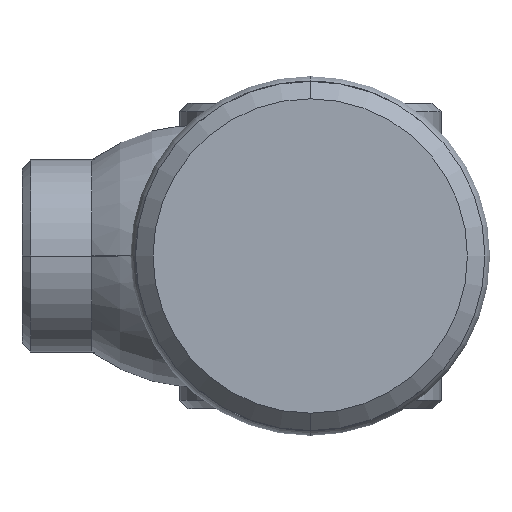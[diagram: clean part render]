
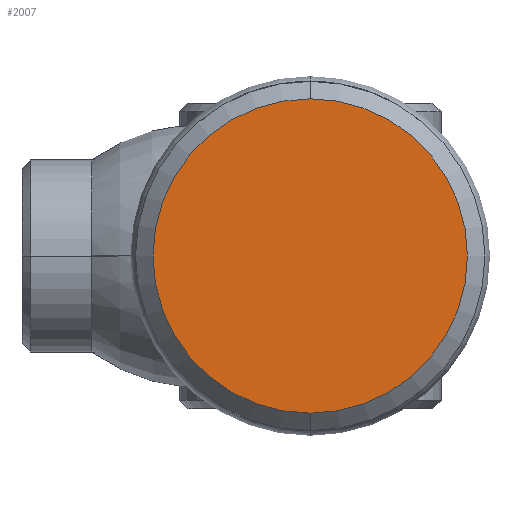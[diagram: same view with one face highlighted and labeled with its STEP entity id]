
A CAD part, left-side view. The second image highlights one B-rep face of the part: STEP entity #2007.
In plain terms, the highlighted planar face has unit normal (-1, 0, 0).
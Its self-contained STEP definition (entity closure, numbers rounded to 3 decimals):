
#175 = ORIENTED_EDGE ( 'NONE', *, *, #1846, .T. ) ;
#331 = DIRECTION ( 'NONE',  ( 0., 0., 1. ) ) ;
#375 = DIRECTION ( 'NONE',  ( 0., 0., -1. ) ) ;
#383 = DIRECTION ( 'NONE',  ( 1., 0., 0. ) ) ;
#425 = CARTESIAN_POINT ( 'NONE',  ( -32., 18., 0. ) ) ;
#431 = PLANE ( 'NONE',  #1143 ) ;
#805 = DIRECTION ( 'NONE',  ( 0., 0., 1. ) ) ;
#1082 = CARTESIAN_POINT ( 'NONE',  ( -32., 0., 0. ) ) ;
#1143 = AXIS2_PLACEMENT_3D ( 'NONE', #425, #383, #375 ) ;
#1270 = AXIS2_PLACEMENT_3D ( 'NONE', #1082, #1804, #805 ) ;
#1295 = AXIS2_PLACEMENT_3D ( 'NONE', #2037, #2883, #331 ) ;
#1347 = CARTESIAN_POINT ( 'NONE',  ( -32., 0., 18. ) ) ;
#1452 = ORIENTED_EDGE ( 'NONE', *, *, #1706, .T. ) ;
#1482 = CARTESIAN_POINT ( 'NONE',  ( -32., 0., -18. ) ) ;
#1706 = EDGE_CURVE ( 'NONE', #3398, #3014, #2396, .T. ) ;
#1804 = DIRECTION ( 'NONE',  ( -1., 0., 0. ) ) ;
#1846 = EDGE_CURVE ( 'NONE', #3014, #3398, #2262, .T. ) ;
#2007 = ADVANCED_FACE ( 'NONE', ( #2070 ), #431, .F. ) ;
#2037 = CARTESIAN_POINT ( 'NONE',  ( -32., 0., 0. ) ) ;
#2070 = FACE_OUTER_BOUND ( 'NONE', #2517, .T. ) ;
#2262 = CIRCLE ( 'NONE', #1270, 18. ) ;
#2396 = CIRCLE ( 'NONE', #1295, 18. ) ;
#2517 = EDGE_LOOP ( 'NONE', ( #175, #1452 ) ) ;
#2883 = DIRECTION ( 'NONE',  ( -1., 0., 0. ) ) ;
#3014 = VERTEX_POINT ( 'NONE', #1482 ) ;
#3398 = VERTEX_POINT ( 'NONE', #1347 ) ;
